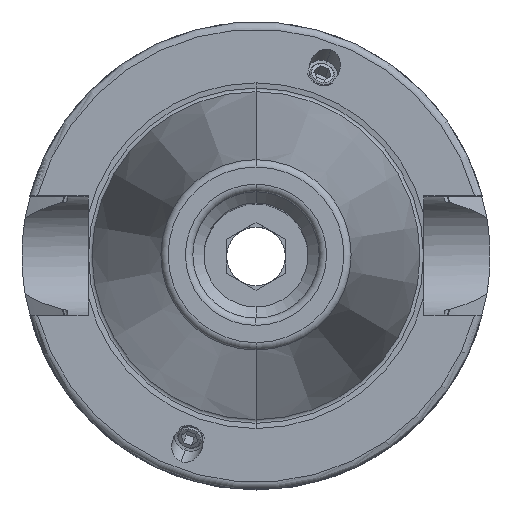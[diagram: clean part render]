
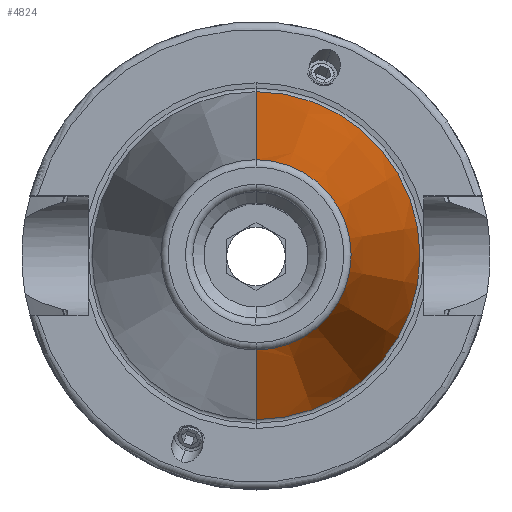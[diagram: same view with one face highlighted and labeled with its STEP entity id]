
A CAD part, top view. The second image highlights one B-rep face of the part: STEP entity #4824.
In plain terms, the highlighted conical face has half-angle 8.297 degrees and reference radius 17.446 mm.
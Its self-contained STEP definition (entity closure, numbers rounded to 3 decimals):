
#1689=CARTESIAN_POINT('',(0,0,91.544));
#1690=DIRECTION('',(0,0,1));
#1691=DIRECTION('',(0,-1,0));
#1692=AXIS2_PLACEMENT_3D('',#1689,#1690,#1691);
#1694=CARTESIAN_POINT('',(0,0,28));
#1695=DIRECTION('',(0,0,-1));
#1696=DIRECTION('',(0,1,0));
#1697=AXIS2_PLACEMENT_3D('',#1694,#1695,#1696);
#1838=DIRECTION('',(0.,0.144,0.99));
#1839=VECTOR('',#1838,64.216);
#1840=CARTESIAN_POINT('',(0,-22.079,28));
#1841=LINE('',#1840,#1839);
#1847=DIRECTION('',(0.,-0.144,0.99));
#1848=VECTOR('',#1847,64.216);
#1849=CARTESIAN_POINT('',(0,22.079,28));
#1850=LINE('',#1849,#1848);
#2519=CARTESIAN_POINT('',(0,22.079,28));
#2521=VERTEX_POINT('',#2519);
#2535=CARTESIAN_POINT('',(0,-22.079,28));
#2537=VERTEX_POINT('',#2535);
#2562=CARTESIAN_POINT('',(0,12.812,91.544));
#2563=CARTESIAN_POINT('',(0,-12.812,91.544));
#2564=VERTEX_POINT('',#2562);
#2565=VERTEX_POINT('',#2563);
#4810=CARTESIAN_POINT('',(0,0,59.772));
#4811=DIRECTION('',(0,0,-1));
#4812=DIRECTION('',(0,-1,0));
#4813=AXIS2_PLACEMENT_3D('',#4810,#4811,#4812);
#4814=CONICAL_SURFACE('',#4813,17.446,8.297);
#4816=ORIENTED_EDGE('',*,*,#4815,.T.);
#4818=ORIENTED_EDGE('',*,*,#4817,.F.);
#4819=ORIENTED_EDGE('',*,*,#4805,.T.);
#4821=ORIENTED_EDGE('',*,*,#4820,.T.);
#4822=EDGE_LOOP('',(#4816,#4818,#4819,#4821));
#4823=FACE_OUTER_BOUND('',#4822,.F.);
#4824=ADVANCED_FACE('',(#4823),#4814,.T.);
#1693=CIRCLE('',#1692,12.812);
#1698=CIRCLE('',#1697,22.079);
#4805=EDGE_CURVE('',#2521,#2537,#1698,.T.);
#4815=EDGE_CURVE('',#2565,#2564,#1693,.T.);
#4817=EDGE_CURVE('',#2521,#2564,#1850,.T.);
#4820=EDGE_CURVE('',#2537,#2565,#1841,.T.);
